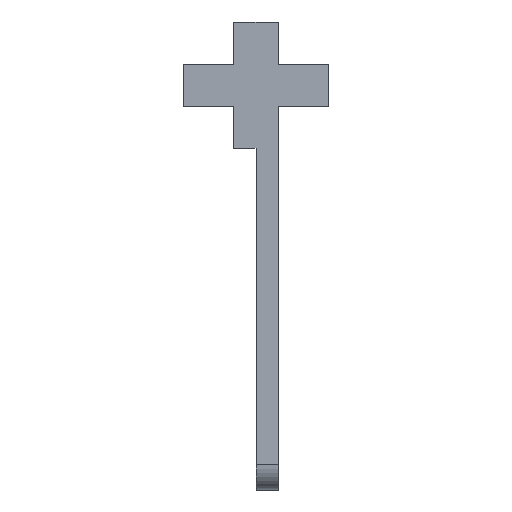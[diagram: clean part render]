
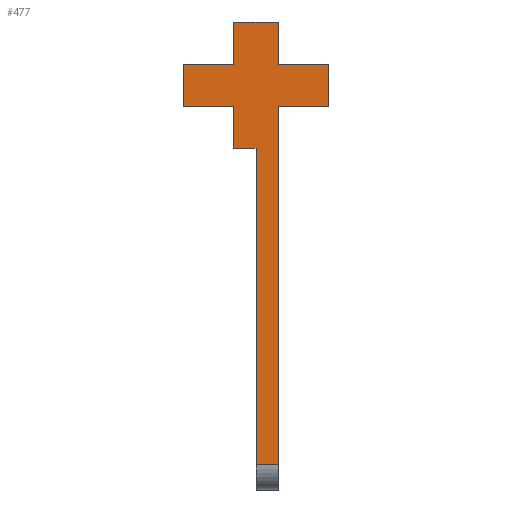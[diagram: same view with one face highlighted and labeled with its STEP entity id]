
A CAD part, front view. The second image highlights one B-rep face of the part: STEP entity #477.
In plain terms, the highlighted planar face has unit normal (0, -1, 0).
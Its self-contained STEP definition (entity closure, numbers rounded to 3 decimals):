
#61=FACE_OUTER_BOUND('',#91,.T.);
#91=EDGE_LOOP('',(#418,#419,#420,#421,#422,#423,#424,#425,#426,#427,#428,
#429,#430,#431));
#98=LINE('',#685,#151);
#100=LINE('',#691,#153);
#107=LINE('',#705,#160);
#109=LINE('',#709,#162);
#113=LINE('',#718,#166);
#114=LINE('',#723,#167);
#120=LINE('',#742,#173);
#124=LINE('',#751,#177);
#126=LINE('',#759,#179);
#131=LINE('',#771,#184);
#134=LINE('',#775,#187);
#135=LINE('',#777,#188);
#144=LINE('',#794,#197);
#145=LINE('',#796,#198);
#151=VECTOR('',#557,10.);
#153=VECTOR('',#563,10.);
#160=VECTOR('',#574,10.);
#162=VECTOR('',#576,10.);
#166=VECTOR('',#584,10.);
#167=VECTOR('',#589,10.);
#173=VECTOR('',#603,10.);
#177=VECTOR('',#611,10.);
#179=VECTOR('',#617,10.);
#184=VECTOR('',#626,10.);
#187=VECTOR('',#631,10.);
#188=VECTOR('',#634,10.);
#197=VECTOR('',#659,10.);
#198=VECTOR('',#662,10.);
#205=VERTEX_POINT('',#682);
#206=VERTEX_POINT('',#684);
#208=VERTEX_POINT('',#690);
#213=VERTEX_POINT('',#703);
#214=VERTEX_POINT('',#706);
#215=VERTEX_POINT('',#708);
#218=VERTEX_POINT('',#716);
#220=VERTEX_POINT('',#722);
#228=VERTEX_POINT('',#739);
#229=VERTEX_POINT('',#741);
#232=VERTEX_POINT('',#749);
#235=VERTEX_POINT('',#756);
#236=VERTEX_POINT('',#758);
#241=VERTEX_POINT('',#770);
#250=EDGE_CURVE('',#206,#205,#98,.T.);
#253=EDGE_CURVE('',#206,#208,#100,.T.);
#260=EDGE_CURVE('',#205,#213,#107,.T.);
#262=EDGE_CURVE('',#215,#214,#109,.T.);
#267=EDGE_CURVE('',#213,#218,#113,.T.);
#269=EDGE_CURVE('',#220,#215,#114,.T.);
#278=EDGE_CURVE('',#229,#228,#120,.T.);
#283=EDGE_CURVE('',#228,#232,#124,.T.);
#286=EDGE_CURVE('',#236,#235,#126,.T.);
#292=EDGE_CURVE('',#241,#236,#131,.T.);
#295=EDGE_CURVE('',#220,#218,#134,.T.);
#296=EDGE_CURVE('',#208,#232,#135,.T.);
#305=EDGE_CURVE('',#235,#229,#144,.T.);
#306=EDGE_CURVE('',#241,#214,#145,.T.);
#418=ORIENTED_EDGE('',*,*,#267,.T.);
#419=ORIENTED_EDGE('',*,*,#295,.F.);
#420=ORIENTED_EDGE('',*,*,#269,.T.);
#421=ORIENTED_EDGE('',*,*,#262,.T.);
#422=ORIENTED_EDGE('',*,*,#306,.F.);
#423=ORIENTED_EDGE('',*,*,#292,.T.);
#424=ORIENTED_EDGE('',*,*,#286,.T.);
#425=ORIENTED_EDGE('',*,*,#305,.T.);
#426=ORIENTED_EDGE('',*,*,#278,.T.);
#427=ORIENTED_EDGE('',*,*,#283,.T.);
#428=ORIENTED_EDGE('',*,*,#296,.F.);
#429=ORIENTED_EDGE('',*,*,#253,.F.);
#430=ORIENTED_EDGE('',*,*,#250,.T.);
#431=ORIENTED_EDGE('',*,*,#260,.T.);
#453=PLANE('',#536);
#477=ADVANCED_FACE('',(#61),#453,.T.);
#536=AXIS2_PLACEMENT_3D('',#795,#660,#661);
#557=DIRECTION('',(1.,0.,0.));
#563=DIRECTION('',(0.,0.,1.));
#574=DIRECTION('',(0.,0.,1.));
#576=DIRECTION('',(0.,0.,1.));
#584=DIRECTION('',(1.,0.,0.));
#589=DIRECTION('',(-1.,0.,0.));
#603=DIRECTION('',(1.,0.,0.));
#611=DIRECTION('',(0.,0.,-1.));
#617=DIRECTION('',(-1.,0.,0.));
#626=DIRECTION('',(0.,0.,-1.));
#631=DIRECTION('',(0.,0.,-1.));
#634=DIRECTION('',(-1.,0.,0.));
#659=DIRECTION('',(0.,0.,-1.));
#660=DIRECTION('center_axis',(0.,-1.,0.));
#661=DIRECTION('ref_axis',(-1.,0.,0.));
#662=DIRECTION('',(1.,0.,0.));
#682=CARTESIAN_POINT('',(1.75,0.,-35.));
#684=CARTESIAN_POINT('',(0.,0.,-35.));
#685=CARTESIAN_POINT('',(0.,0.,-35.));
#690=CARTESIAN_POINT('',(0.,0.,-10.));
#691=CARTESIAN_POINT('',(0.,0.,-35.));
#703=CARTESIAN_POINT('',(1.75,0.,-6.667));
#705=CARTESIAN_POINT('',(1.75,0.,-5.));
#706=CARTESIAN_POINT('',(1.75,0.,0.));
#708=CARTESIAN_POINT('',(1.75,0.,-3.333));
#709=CARTESIAN_POINT('',(1.75,0.,-1.667));
#716=CARTESIAN_POINT('',(5.75,0.,-6.667));
#718=CARTESIAN_POINT('',(3.75,0.,-6.667));
#722=CARTESIAN_POINT('',(5.75,0.,-3.333));
#723=CARTESIAN_POINT('',(5.75,0.,-3.333));
#739=CARTESIAN_POINT('',(-1.75,0.,-6.667));
#741=CARTESIAN_POINT('',(-5.75,0.,-6.667));
#742=CARTESIAN_POINT('',(0.,0.,-6.667));
#749=CARTESIAN_POINT('',(-1.75,0.,-10.));
#751=CARTESIAN_POINT('',(-1.75,0.,-3.333));
#756=CARTESIAN_POINT('',(-5.75,0.,-3.333));
#758=CARTESIAN_POINT('',(-1.75,0.,-3.333));
#759=CARTESIAN_POINT('',(2.,0.,-3.333));
#770=CARTESIAN_POINT('',(-1.75,0.,0.));
#771=CARTESIAN_POINT('',(-1.75,0.,0.));
#775=CARTESIAN_POINT('',(5.75,0.,0.));
#777=CARTESIAN_POINT('',(-5.75,0.,-10.));
#794=CARTESIAN_POINT('',(-5.75,0.,0.));
#795=CARTESIAN_POINT('Origin',(5.75,0.,0.));
#796=CARTESIAN_POINT('',(-5.75,0.,0.));
